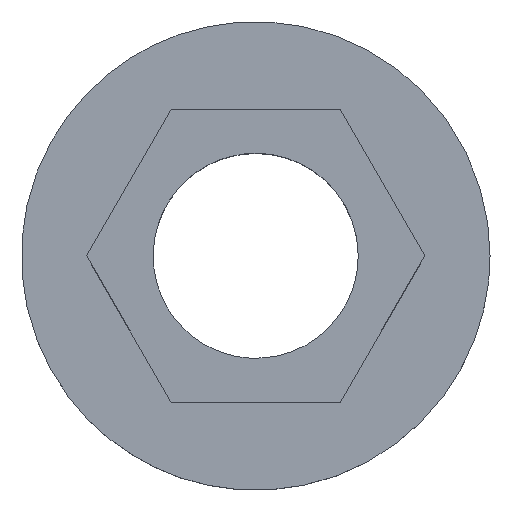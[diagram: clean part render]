
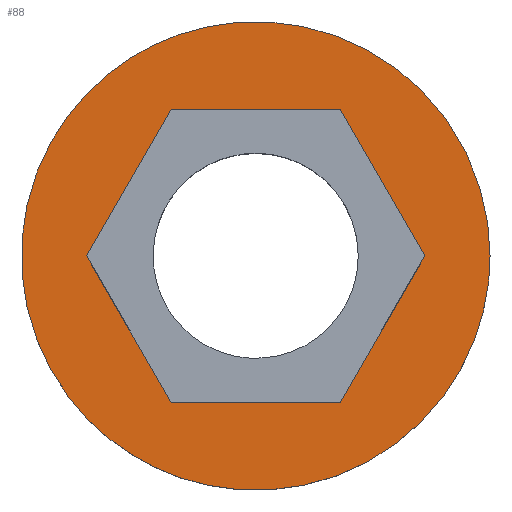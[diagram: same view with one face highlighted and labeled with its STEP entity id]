
A CAD part, top view. The second image highlights one B-rep face of the part: STEP entity #88.
In plain terms, the highlighted free-form (B-spline) face has degree [1, 1] with [2, 2] control points.
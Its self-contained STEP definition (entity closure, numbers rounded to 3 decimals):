
#34 = VERTEX_POINT('',#35);
#35 = CARTESIAN_POINT('',(4.217,0.,1.054));
#40 = EDGE_CURVE('',#34,#34,#41,.T.);
#41 = ( BOUNDED_CURVE() B_SPLINE_CURVE(2,(#42,#43,#44,#45,#46,#47,#48),
.UNSPECIFIED.,.T.,.F.) B_SPLINE_CURVE_WITH_KNOTS((1,2,2,2,2,1),(
    -2.094,0.,2.094,4.189,6.283,
8.378),.UNSPECIFIED.) CURVE() GEOMETRIC_REPRESENTATION_ITEM() 
RATIONAL_B_SPLINE_CURVE((1.,0.5,1.,0.5,1.,0.5,1.)) REPRESENTATION_ITEM(
  '') );
#42 = CARTESIAN_POINT('',(4.217,0.,1.054));
#43 = CARTESIAN_POINT('',(4.217,7.305,1.054)
  );
#44 = CARTESIAN_POINT('',(-2.109,3.652,1.054)
  );
#45 = CARTESIAN_POINT('',(-8.435,0.,
    1.054));
#46 = CARTESIAN_POINT('',(-2.109,-3.652,1.054
    ));
#47 = CARTESIAN_POINT('',(4.217,-7.305,1.054)
  );
#48 = CARTESIAN_POINT('',(4.217,0.,1.054));
#88 = ADVANCED_FACE('',(#89,#92),#136,.T.);
#89 = FACE_BOUND('',#90,.T.);
#90 = EDGE_LOOP('',(#91));
#91 = ORIENTED_EDGE('',*,*,#40,.T.);
#92 = FACE_BOUND('',#93,.T.);
#93 = EDGE_LOOP('',(#94,#103,#110,#117,#124,#131));
#94 = ORIENTED_EDGE('',*,*,#95,.F.);
#95 = EDGE_CURVE('',#96,#98,#100,.T.);
#96 = VERTEX_POINT('',#97);
#97 = CARTESIAN_POINT('',(3.044,0.,1.054));
#98 = VERTEX_POINT('',#99);
#99 = CARTESIAN_POINT('',(1.522,2.636,1.054)
  );
#100 = B_SPLINE_CURVE_WITH_KNOTS('',1,(#101,#102),.UNSPECIFIED.,.F.,.F.,
  (2,2),(0.,2.887),.PIECEWISE_BEZIER_KNOTS.);
#101 = CARTESIAN_POINT('',(3.044,0.,1.054));
#102 = CARTESIAN_POINT('',(1.522,2.636,1.054)
  );
#103 = ORIENTED_EDGE('',*,*,#104,.F.);
#104 = EDGE_CURVE('',#105,#96,#107,.T.);
#105 = VERTEX_POINT('',#106);
#106 = CARTESIAN_POINT('',(1.522,-2.636,1.054
    ));
#107 = B_SPLINE_CURVE_WITH_KNOTS('',1,(#108,#109),.UNSPECIFIED.,.F.,.F.,
  (2,2),(0.,2.887),.PIECEWISE_BEZIER_KNOTS.);
#108 = CARTESIAN_POINT('',(1.522,-2.636,1.054
    ));
#109 = CARTESIAN_POINT('',(3.044,0.,
    1.054));
#110 = ORIENTED_EDGE('',*,*,#111,.F.);
#111 = EDGE_CURVE('',#112,#105,#114,.T.);
#112 = VERTEX_POINT('',#113);
#113 = CARTESIAN_POINT('',(-1.522,-2.636,1.054
    ));
#114 = B_SPLINE_CURVE_WITH_KNOTS('',1,(#115,#116),.UNSPECIFIED.,.F.,.F.,
  (2,2),(0.,2.887),.PIECEWISE_BEZIER_KNOTS.);
#115 = CARTESIAN_POINT('',(-1.522,-2.636,1.054
    ));
#116 = CARTESIAN_POINT('',(1.522,-2.636,1.054
    ));
#117 = ORIENTED_EDGE('',*,*,#118,.F.);
#118 = EDGE_CURVE('',#119,#112,#121,.T.);
#119 = VERTEX_POINT('',#120);
#120 = CARTESIAN_POINT('',(-3.044,0.,
    1.054));
#121 = B_SPLINE_CURVE_WITH_KNOTS('',1,(#122,#123),.UNSPECIFIED.,.F.,.F.,
  (2,2),(0.,2.887),.PIECEWISE_BEZIER_KNOTS.);
#122 = CARTESIAN_POINT('',(-3.044,0.,
    1.054));
#123 = CARTESIAN_POINT('',(-1.522,-2.636,1.054
    ));
#124 = ORIENTED_EDGE('',*,*,#125,.F.);
#125 = EDGE_CURVE('',#126,#119,#128,.T.);
#126 = VERTEX_POINT('',#127);
#127 = CARTESIAN_POINT('',(-1.522,2.636,1.054)
  );
#128 = B_SPLINE_CURVE_WITH_KNOTS('',1,(#129,#130),.UNSPECIFIED.,.F.,.F.,
  (2,2),(0.,2.887),.PIECEWISE_BEZIER_KNOTS.);
#129 = CARTESIAN_POINT('',(-1.522,2.636,1.054)
  );
#130 = CARTESIAN_POINT('',(-3.044,0.,
    1.054));
#131 = ORIENTED_EDGE('',*,*,#132,.F.);
#132 = EDGE_CURVE('',#98,#126,#133,.T.);
#133 = B_SPLINE_CURVE_WITH_KNOTS('',1,(#134,#135),.UNSPECIFIED.,.F.,.F.,
  (2,2),(0.,2.887),.PIECEWISE_BEZIER_KNOTS.);
#134 = CARTESIAN_POINT('',(1.522,2.636,1.054)
  );
#135 = CARTESIAN_POINT('',(-1.522,2.636,1.054)
  );
#136 = B_SPLINE_SURFACE_WITH_KNOTS('',1,1,(
    (#137,#138)
    ,(#139,#140
    )),.UNSPECIFIED.,.F.,.F.,.F.,(2,2),(2,2),(-4.,4.),(-4.,4.),
  .PIECEWISE_BEZIER_KNOTS.);
#137 = CARTESIAN_POINT('',(-4.217,-4.217,
    1.054));
#138 = CARTESIAN_POINT('',(-4.217,4.217,1.054
    ));
#139 = CARTESIAN_POINT('',(4.217,-4.217,1.054
    ));
#140 = CARTESIAN_POINT('',(4.217,4.217,1.054)
  );
